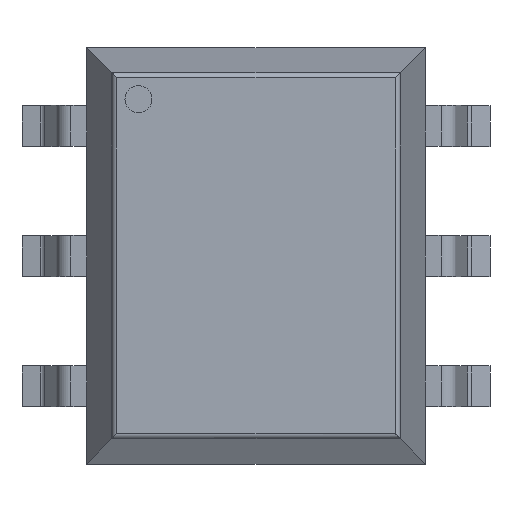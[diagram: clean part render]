
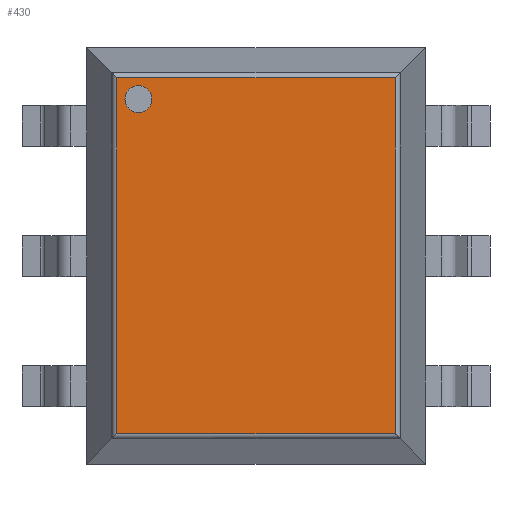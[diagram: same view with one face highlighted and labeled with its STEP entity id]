
A CAD part, top view. The second image highlights one B-rep face of the part: STEP entity #430.
In plain terms, the highlighted planar face has unit normal (0, 0, 1).
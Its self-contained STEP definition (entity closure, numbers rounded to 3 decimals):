
#380=CARTESIAN_POINT('',(-2.295,2.791,5.15));
#381=VERTEX_POINT('',#380);
#382=CARTESIAN_POINT('',(-2.295,3.055,5.15));
#383=DIRECTION('',(0.0,-0.0,1.0));
#384=DIRECTION('',(0.0,-1.0,-0.0));
#385=AXIS2_PLACEMENT_3D('',#382,#383,#384);
#386=CIRCLE('',#385,0.264);
#387=EDGE_CURVE('n� 674',#381,#381,#386,.T.);
#388=ORIENTED_EDGE('',*,*,#387,.F.);
#389=EDGE_LOOP('',(#388));
#390=FACE_OUTER_BOUND('',#389,.T.);
#391=CARTESIAN_POINT('',(-2.714,3.474,5.15));
#392=VERTEX_POINT('',#391);
#393=CARTESIAN_POINT('',(-2.714,-3.474,5.15));
#394=VERTEX_POINT('',#393);
#395=CARTESIAN_POINT('',(-2.714,-3.555,5.15));
#396=DIRECTION('',(0.0,-1.0,-0.0));
#397=VECTOR('',#396,1.0);
#398=LINE('',#395,#397);
#399=EDGE_CURVE('n� 467',#392,#394,#398,.T.);
#400=ORIENTED_EDGE('',*,*,#399,.T.);
#401=CARTESIAN_POINT('',(2.714,-3.474,5.15));
#402=VERTEX_POINT('',#401);
#403=CARTESIAN_POINT('',(2.795,-3.474,5.15));
#404=DIRECTION('',(1.0,0.0,0.0));
#405=VECTOR('',#404,1.0);
#406=LINE('',#403,#405);
#407=EDGE_CURVE('n� 470',#394,#402,#406,.T.);
#408=ORIENTED_EDGE('',*,*,#407,.T.);
#409=CARTESIAN_POINT('',(2.714,3.474,5.15));
#410=VERTEX_POINT('',#409);
#411=CARTESIAN_POINT('',(2.714,3.555,5.15));
#412=DIRECTION('',(-0.0,1.0,0.0));
#413=VECTOR('',#412,1.0);
#414=LINE('',#411,#413);
#415=EDGE_CURVE('n� 459',#402,#410,#414,.T.);
#416=ORIENTED_EDGE('',*,*,#415,.T.);
#417=CARTESIAN_POINT('',(-2.795,3.474,5.15));
#418=DIRECTION('',(-1.0,-0.0,0.0));
#419=VECTOR('',#418,1.0);
#420=LINE('',#417,#419);
#421=EDGE_CURVE('n� 463',#410,#392,#420,.T.);
#422=ORIENTED_EDGE('',*,*,#421,.T.);
#423=EDGE_LOOP('',(#400,#408,#416,#422));
#424=FACE_BOUND('',#423,.T.);
#425=CARTESIAN_POINT('',(-3.305,4.065,5.15));
#426=DIRECTION('',(0.0,0.0,-1.0));
#427=DIRECTION('',(0.0,1.0,0.0));
#428=AXIS2_PLACEMENT_3D('',#425,#426,#427);
#429=PLANE('',#428);
#430=ADVANCED_FACE('n� 1',(#390,#424),#429,.F.);
